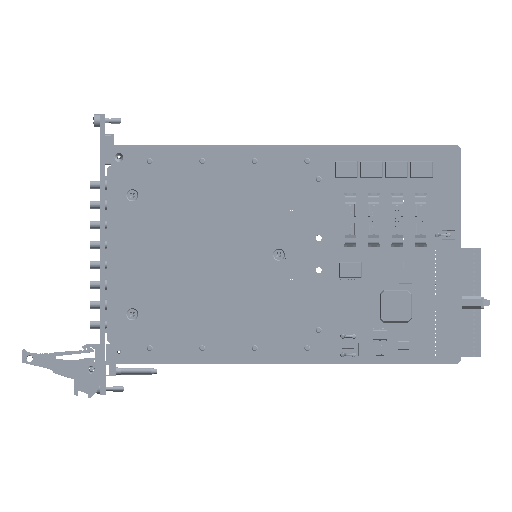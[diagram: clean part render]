
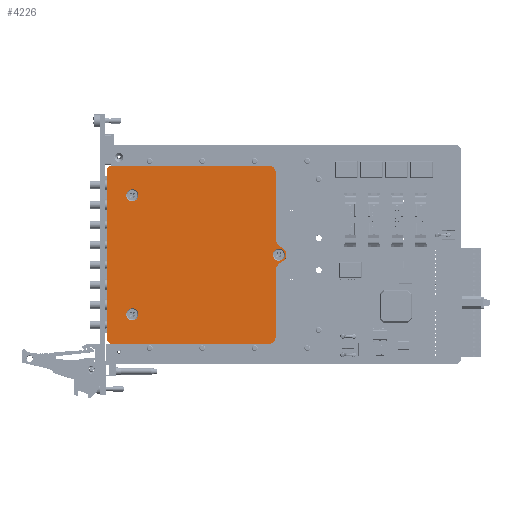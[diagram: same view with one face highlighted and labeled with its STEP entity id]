
A CAD part, top view. The second image highlights one B-rep face of the part: STEP entity #4226.
In plain terms, the highlighted planar face has unit normal (0, 0, 1).
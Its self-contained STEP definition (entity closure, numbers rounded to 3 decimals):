
#4226 = ADVANCED_FACE ( 'NONE', ( #64490, #64494, #64491, #64493 ), #116973, .F. ) ;
#14261 = CARTESIAN_POINT ( 'NONE',  ( 28.099, 39.187, 1.162 ) ) ;
#14305 = CARTESIAN_POINT ( 'NONE',  ( 95.105, 12.004, 1.162 ) ) ;
#14985 = CARTESIAN_POINT ( 'NONE',  ( 28.099, -15.217, 1.162 ) ) ;
#34894 = AXIS2_PLACEMENT_3D ( 'NONE', #113932, #113937, #113941 ) ;
#34950 = AXIS2_PLACEMENT_3D ( 'NONE', #44612, #44613, #44614 ) ;
#40190 = EDGE_CURVE ( 'NONE', #172318, #172323, #144785, .T. ) ;
#44507 = CARTESIAN_POINT ( 'NONE',  ( 90.88, 52.703, 1.162 ) ) ;
#44508 = DIRECTION ( 'NONE',  ( 0., -1., 0. ) ) ;
#44612 = CARTESIAN_POINT ( 'NONE',  ( 95.88, 19.738, 1.162 ) ) ;
#44613 = DIRECTION ( 'NONE',  ( 0., 0., 1. ) ) ;
#44614 = DIRECTION ( 'NONE',  ( -1., 0., 0. ) ) ;
#44622 = CARTESIAN_POINT ( 'NONE',  ( 13.855, 50.703, 1.162 ) ) ;
#44635 = DIRECTION ( 'NONE',  ( 0., -1., 0. ) ) ;
#47376 = EDGE_CURVE ( 'NONE', #124991, #124991, #215951, .T. ) ;
#48091 = EDGE_CURVE ( 'NONE', #172302, #172276, #170632, .T. ) ;
#48145 = EDGE_CURVE ( 'NONE', #172308, #172302, #170685, .T. ) ;
#48154 = EDGE_CURVE ( 'NONE', #125073, #125073, #170693, .T. ) ;
#48279 = EDGE_CURVE ( 'NONE', #172270, #172276, #170780, .T. ) ;
#48912 = EDGE_CURVE ( 'NONE', #172327, #172308, #171136, .T. ) ;
#50909 = EDGE_CURVE ( 'NONE', #172323, #172270, #171727, .T. ) ;
#51233 = EDGE_CURVE ( 'NONE', #172221, #171906, #191892, .T. ) ;
#51263 = EDGE_CURVE ( 'NONE', #172031, #172016, #191880, .T. ) ;
#51368 = EDGE_CURVE ( 'NONE', #172016, #172221, #192010, .T. ) ;
#61520 = ORIENTED_EDGE ( 'NONE', *, *, #48145, .F. ) ;
#61849 = ORIENTED_EDGE ( 'NONE', *, *, #48912, .F. ) ;
#62011 = ORIENTED_EDGE ( 'NONE', *, *, #205289, .F. ) ;
#62074 = ORIENTED_EDGE ( 'NONE', *, *, #205148, .F. ) ;
#62258 = ORIENTED_EDGE ( 'NONE', *, *, #51263, .T. ) ;
#62325 = ORIENTED_EDGE ( 'NONE', *, *, #51368, .T. ) ;
#62423 = ORIENTED_EDGE ( 'NONE', *, *, #51233, .T. ) ;
#62474 = ORIENTED_EDGE ( 'NONE', *, *, #205311, .T. ) ;
#62503 = ORIENTED_EDGE ( 'NONE', *, *, #40190, .T. ) ;
#62593 = ORIENTED_EDGE ( 'NONE', *, *, #48154, .F. ) ;
#62621 = ORIENTED_EDGE ( 'NONE', *, *, #204991, .F. ) ;
#62668 = ORIENTED_EDGE ( 'NONE', *, *, #47376, .F. ) ;
#62730 = ORIENTED_EDGE ( 'NONE', *, *, #50909, .T. ) ;
#62792 = ORIENTED_EDGE ( 'NONE', *, *, #48279, .T. ) ;
#62863 = ORIENTED_EDGE ( 'NONE', *, *, #48091, .F. ) ;
#64490 = FACE_BOUND ( 'NONE', #66351, .T. ) ;
#64491 = FACE_OUTER_BOUND ( 'NONE', #66393, .T. ) ;
#64493 = FACE_BOUND ( 'NONE', #66204, .T. ) ;
#64494 = FACE_BOUND ( 'NONE', #66399, .T. ) ;
#66204 = EDGE_LOOP ( 'NONE', ( #62593 ) ) ;
#66351 = EDGE_LOOP ( 'NONE', ( #62621 ) ) ;
#66393 = EDGE_LOOP ( 'NONE', ( #62730, #62792, #62863, #61520, #61849, #62011, #62074, #62258, #62325, #62423, #62474, #62503 ) ) ;
#66399 = EDGE_LOOP ( 'NONE', ( #62668 ) ) ;
#107169 = CARTESIAN_POINT ( 'NONE',  ( 25.349, 39.187, 1.162 ) ) ;
#107171 = DIRECTION ( 'NONE',  ( 0., 0., 1. ) ) ;
#107174 = DIRECTION ( 'NONE',  ( 1., 0., 0. ) ) ;
#108843 = CARTESIAN_POINT ( 'NONE',  ( 90.88, 4.269, 1.162 ) ) ;
#108889 = DIRECTION ( 'NONE',  ( 0., -1., 0. ) ) ;
#109068 = CARTESIAN_POINT ( 'NONE',  ( 95.88, 4.269, 1.162 ) ) ;
#109072 = DIRECTION ( 'NONE',  ( 0., 0., 1. ) ) ;
#109075 = DIRECTION ( 'NONE',  ( 1., 0., 0. ) ) ;
#109112 = CARTESIAN_POINT ( 'NONE',  ( 92.355, 12.004, 1.162 ) ) ;
#109115 = DIRECTION ( 'NONE',  ( 0., 0., 1. ) ) ;
#109118 = DIRECTION ( 'NONE',  ( 1., 0., 0. ) ) ;
#109546 = CARTESIAN_POINT ( 'NONE',  ( 87.88, -25.697, 1.162 ) ) ;
#109548 = DIRECTION ( 'NONE',  ( 0., 0., 1. ) ) ;
#109552 = DIRECTION ( 'NONE',  ( -1., 0., 0. ) ) ;
#110233 = CARTESIAN_POINT ( 'NONE',  ( 13.855, 50.703, 1.162 ) ) ;
#110523 = CARTESIAN_POINT ( 'NONE',  ( 87.88, 52.703, 1.162 ) ) ;
#110551 = CARTESIAN_POINT ( 'NONE',  ( 90.88, 49.703, 1.162 ) ) ;
#111043 = CARTESIAN_POINT ( 'NONE',  ( 15.855, 52.703, 1.162 ) ) ;
#111176 = CARTESIAN_POINT ( 'NONE',  ( 87.88, -28.697, 1.162 ) ) ;
#111196 = CARTESIAN_POINT ( 'NONE',  ( 90.88, -25.697, 1.162 ) ) ;
#111278 = CARTESIAN_POINT ( 'NONE',  ( 90.88, 4.269, 1.162 ) ) ;
#111297 = CARTESIAN_POINT ( 'NONE',  ( 93.806, 8.819, 1.162 ) ) ;
#111308 = CARTESIAN_POINT ( 'NONE',  ( 90.88, 19.738, 1.162 ) ) ;
#111327 = CARTESIAN_POINT ( 'NONE',  ( 13.855, -26.697, 1.162 ) ) ;
#111341 = CARTESIAN_POINT ( 'NONE',  ( 15.855, -28.697, 1.162 ) ) ;
#111354 = CARTESIAN_POINT ( 'NONE',  ( 93.806, 15.188, 1.162 ) ) ;
#113932 = CARTESIAN_POINT ( 'NONE',  ( 25.349, -15.217, 1.162 ) ) ;
#113937 = DIRECTION ( 'NONE',  ( 0., 0., 1. ) ) ;
#113941 = DIRECTION ( 'NONE',  ( 1., 0., 0. ) ) ;
#116973 = PLANE ( 'NONE',  #224802 ) ;
#117285 = CARTESIAN_POINT ( 'NONE',  ( 15.855, 50.703, 1.162 ) ) ;
#117344 = DIRECTION ( 'NONE',  ( 0., 0., -1. ) ) ;
#117361 = DIRECTION ( 'NONE',  ( -1., 0., 0. ) ) ;
#124991 = VERTEX_POINT ( 'NONE', #14261 ) ;
#125073 = VERTEX_POINT ( 'NONE', #14305 ) ;
#127171 = VERTEX_POINT ( 'NONE', #14985 ) ;
#128701 = CIRCLE ( 'NONE', #34894, 2.75 ) ;
#128939 = LINE ( 'NONE', #44507, #128949 ) ;
#128949 = VECTOR ( 'NONE', #44508, 1000. ) ;
#129142 = CIRCLE ( 'NONE', #34950, 5. ) ;
#129173 = LINE ( 'NONE', #44622, #129178 ) ;
#129178 = VECTOR ( 'NONE', #44635, 1000. ) ;
#130679 = CARTESIAN_POINT ( 'NONE',  ( 15.855, -28.697, 1.162 ) ) ;
#130682 = DIRECTION ( 'NONE',  ( 1., 0., 0. ) ) ;
#131072 = CARTESIAN_POINT ( 'NONE',  ( 15.855, 50.703, 1.162 ) ) ;
#131074 = DIRECTION ( 'NONE',  ( 0., 0., 1. ) ) ;
#131076 = DIRECTION ( 'NONE',  ( -1., 0., 0. ) ) ;
#131144 = CARTESIAN_POINT ( 'NONE',  ( 87.88, 49.703, 1.162 ) ) ;
#131147 = DIRECTION ( 'NONE',  ( 0., 0., 1. ) ) ;
#131149 = DIRECTION ( 'NONE',  ( -1., 0., 0. ) ) ;
#131316 = CARTESIAN_POINT ( 'NONE',  ( 106.555, 52.703, 1.162 ) ) ;
#131320 = DIRECTION ( 'NONE',  ( -1., 0., 0. ) ) ;
#133508 = AXIS2_PLACEMENT_3D ( 'NONE', #162794, #162796, #162799 ) ;
#133872 = AXIS2_PLACEMENT_3D ( 'NONE', #131072, #131074, #131076 ) ;
#133891 = AXIS2_PLACEMENT_3D ( 'NONE', #131144, #131147, #131149 ) ;
#144785 = CIRCLE ( 'NONE', #202250, 2. ) ;
#162794 = CARTESIAN_POINT ( 'NONE',  ( 92.355, 12.004, 1.162 ) ) ;
#162796 = DIRECTION ( 'NONE',  ( 0., 0., -1. ) ) ;
#162799 = DIRECTION ( 'NONE',  ( 1., 0., 0. ) ) ;
#170632 = LINE ( 'NONE', #108843, #170635 ) ;
#170635 = VECTOR ( 'NONE', #108889, 1000. ) ;
#170685 = CIRCLE ( 'NONE', #203322, 5. ) ;
#170693 = CIRCLE ( 'NONE', #203329, 2.75 ) ;
#170780 = CIRCLE ( 'NONE', #203370, 3. ) ;
#171136 = CIRCLE ( 'NONE', #133508, 3.5 ) ;
#171727 = LINE ( 'NONE', #130679, #171730 ) ;
#171730 = VECTOR ( 'NONE', #130682, 1000. ) ;
#171906 = VERTEX_POINT ( 'NONE', #110233 ) ;
#172016 = VERTEX_POINT ( 'NONE', #110523 ) ;
#172031 = VERTEX_POINT ( 'NONE', #110551 ) ;
#172221 = VERTEX_POINT ( 'NONE', #111043 ) ;
#172270 = VERTEX_POINT ( 'NONE', #111176 ) ;
#172276 = VERTEX_POINT ( 'NONE', #111196 ) ;
#172302 = VERTEX_POINT ( 'NONE', #111278 ) ;
#172308 = VERTEX_POINT ( 'NONE', #111297 ) ;
#172312 = VERTEX_POINT ( 'NONE', #111308 ) ;
#172318 = VERTEX_POINT ( 'NONE', #111327 ) ;
#172323 = VERTEX_POINT ( 'NONE', #111341 ) ;
#172327 = VERTEX_POINT ( 'NONE', #111354 ) ;
#191880 = CIRCLE ( 'NONE', #133891, 3. ) ;
#191892 = CIRCLE ( 'NONE', #133872, 2. ) ;
#192010 = LINE ( 'NONE', #131316, #192017 ) ;
#192017 = VECTOR ( 'NONE', #131320, 1000. ) ;
#202250 = AXIS2_PLACEMENT_3D ( 'NONE', #231149, #231152, #231156 ) ;
#203128 = AXIS2_PLACEMENT_3D ( 'NONE', #107169, #107171, #107174 ) ;
#203322 = AXIS2_PLACEMENT_3D ( 'NONE', #109068, #109072, #109075 ) ;
#203329 = AXIS2_PLACEMENT_3D ( 'NONE', #109112, #109115, #109118 ) ;
#203370 = AXIS2_PLACEMENT_3D ( 'NONE', #109546, #109548, #109552 ) ;
#204991 = EDGE_CURVE ( 'NONE', #127171, #127171, #128701, .T. ) ;
#205148 = EDGE_CURVE ( 'NONE', #172031, #172312, #128939, .T. ) ;
#205289 = EDGE_CURVE ( 'NONE', #172312, #172327, #129142, .T. ) ;
#205311 = EDGE_CURVE ( 'NONE', #171906, #172318, #129173, .T. ) ;
#215951 = CIRCLE ( 'NONE', #203128, 2.75 ) ;
#224802 = AXIS2_PLACEMENT_3D ( 'NONE', #117285, #117344, #117361 ) ;
#231149 = CARTESIAN_POINT ( 'NONE',  ( 15.855, -26.697, 1.162 ) ) ;
#231152 = DIRECTION ( 'NONE',  ( 0., 0., 1. ) ) ;
#231156 = DIRECTION ( 'NONE',  ( 1., 0., 0. ) ) ;
